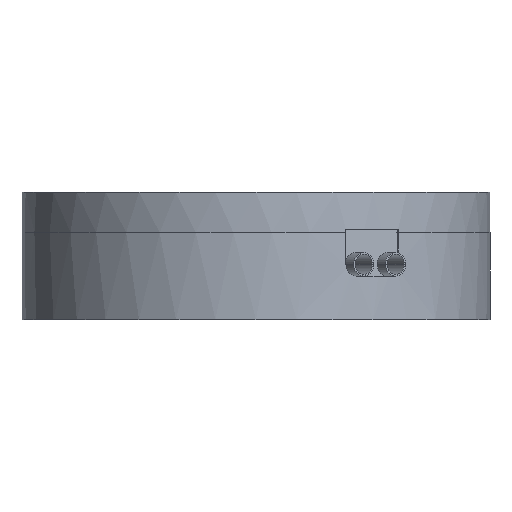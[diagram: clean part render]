
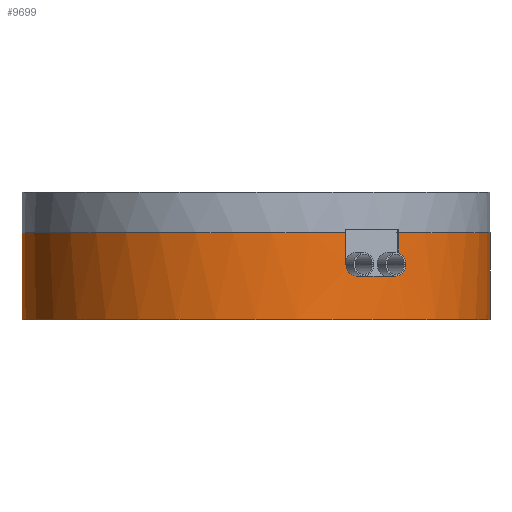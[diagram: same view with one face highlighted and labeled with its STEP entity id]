
A CAD part, front view. The second image highlights one B-rep face of the part: STEP entity #9699.
In plain terms, the highlighted cylindrical face has radius 70 mm (diameter 140 mm), a partial arc.
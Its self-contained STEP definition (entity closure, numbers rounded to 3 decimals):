
#360 = CARTESIAN_POINT ( 'NONE',  ( 40.928, -56.788, -12.646 ) ) ;
#366 = CARTESIAN_POINT ( 'NONE',  ( 26.915, -64.619, -9.5 ) ) ;
#453 = CARTESIAN_POINT ( 'NONE',  ( 29.307, -63.57, -12.889 ) ) ;
#504 = CARTESIAN_POINT ( 'NONE',  ( 26.915, -64.619, -9.732 ) ) ;
#576 = VERTEX_POINT ( 'NONE', #8163 ) ;
#593 = CARTESIAN_POINT ( 'NONE',  ( -70., 0., -26. ) ) ;
#675 = VERTEX_POINT ( 'NONE', #366 ) ;
#1423 = VERTEX_POINT ( 'NONE', #8514 ) ;
#1544 = VERTEX_POINT ( 'NONE', #4982 ) ;
#1555 = CARTESIAN_POINT ( 'NONE',  ( 40.405, -57.162, -12.887 ) ) ;
#1648 = CARTESIAN_POINT ( 'NONE',  ( 28.717, -63.839, -12.647 ) ) ;
#2081 = CARTESIAN_POINT ( 'NONE',  ( 70., 0., -26. ) ) ;
#2117 = DIRECTION ( 'NONE',  ( 0., 0., -1. ) ) ;
#2184 = VERTEX_POINT ( 'NONE', #593 ) ;
#2707 = CARTESIAN_POINT ( 'NONE',  ( 42.414, -55.687, -10.408 ) ) ;
#2761 = DIRECTION ( 'NONE',  ( 0., 0., -1. ) ) ;
#2763 = CARTESIAN_POINT ( 'NONE',  ( 39.846, -57.553, -13. ) ) ;
#2851 = CARTESIAN_POINT ( 'NONE',  ( 28.184, -64.076, -12.287 ) ) ;
#3160 = B_SPLINE_CURVE_WITH_KNOTS ( 'NONE', 3,
 ( #12133, #13329, #9813, #2707, #11002, #3902, #12178, #5085, #13388, #6302, #14565, #7503, #360, #8663, #1555, #9871, #2763, #11046 ),
 .UNSPECIFIED., .F., .F.,
 ( 4, 2, 2, 2, 2, 2, 2, 2, 4 ),
 ( 0., 0.001, 0.001, 0.002, 0.003, 0.003, 0.004, 0.005, 0.005 ),
 .UNSPECIFIED. ) ;
#3393 = EDGE_CURVE ( 'NONE', #13943, #1423, #11416, .T. ) ;
#3484 = CIRCLE ( 'NONE', #3914, 70. ) ;
#3555 = DIRECTION ( 'NONE',  ( 0., 0., -1. ) ) ;
#3671 = AXIS2_PLACEMENT_3D ( 'NONE', #6185, #3555, #11838 ) ;
#3741 = EDGE_CURVE ( 'NONE', #5369, #7646, #10516, .T. ) ;
#3819 = EDGE_LOOP ( 'NONE', ( #13645, #5455, #4084, #5679, #13154, #7263, #5517, #5891, #13741, #13372 ) ) ;
#3902 = CARTESIAN_POINT ( 'NONE',  ( 42.218, -55.836, -11.054 ) ) ;
#3914 = AXIS2_PLACEMENT_3D ( 'NONE', #12087, #2761, #11042 ) ;
#4041 = CARTESIAN_POINT ( 'NONE',  ( 27.72, -64.278, -11.817 ) ) ;
#4084 = ORIENTED_EDGE ( 'NONE', *, *, #6006, .T. ) ;
#4431 = CARTESIAN_POINT ( 'NONE',  ( 26.915, -64.619, -26. ) ) ;
#4459 = CARTESIAN_POINT ( 'NONE',  ( 26.915, -64.619, 0. ) ) ;
#4539 = DIRECTION ( 'NONE',  ( 0., 0., -1. ) ) ;
#4982 = CARTESIAN_POINT ( 'NONE',  ( 70., 0., -26. ) ) ;
#5085 = CARTESIAN_POINT ( 'NONE',  ( 41.927, -56.055, -11.636 ) ) ;
#5184 = VERTEX_POINT ( 'NONE', #5291 ) ;
#5186 = CARTESIAN_POINT ( 'NONE',  ( 30.129, -63.184, -13. ) ) ;
#5248 = CARTESIAN_POINT ( 'NONE',  ( 27.348, -64.437, -11.259 ) ) ;
#5291 = CARTESIAN_POINT ( 'NONE',  ( 42.504, -55.619, 0. ) ) ;
#5369 = VERTEX_POINT ( 'NONE', #4459 ) ;
#5455 = ORIENTED_EDGE ( 'NONE', *, *, #6171, .F. ) ;
#5517 = ORIENTED_EDGE ( 'NONE', *, *, #3393, .F. ) ;
#5521 = CARTESIAN_POINT ( 'NONE',  ( -70., 0., 0. ) ) ;
#5679 = ORIENTED_EDGE ( 'NONE', *, *, #14454, .T. ) ;
#5680 = EDGE_CURVE ( 'NONE', #2184, #7646, #6683, .T. ) ;
#5891 = ORIENTED_EDGE ( 'NONE', *, *, #9666, .T. ) ;
#5911 = VECTOR ( 'NONE', #2117, 1000. ) ;
#5915 = DIRECTION ( 'NONE',  ( 0., 0., 1. ) ) ;
#6006 = EDGE_CURVE ( 'NONE', #1544, #12683, #14430, .T. ) ;
#6065 = CARTESIAN_POINT ( 'NONE',  ( 0., 0., -13. ) ) ;
#6171 = EDGE_CURVE ( 'NONE', #1544, #2184, #3484, .T. ) ;
#6185 = CARTESIAN_POINT ( 'NONE',  ( 0., 0., 0. ) ) ;
#6215 = CIRCLE ( 'NONE', #9956, 70. ) ;
#6302 = CARTESIAN_POINT ( 'NONE',  ( 41.547, -56.337, -12.138 ) ) ;
#6447 = CARTESIAN_POINT ( 'NONE',  ( 27.084, -64.548, -10.634 ) ) ;
#6683 = LINE ( 'NONE', #8158, #15366 ) ;
#7263 = ORIENTED_EDGE ( 'NONE', *, *, #14109, .T. ) ;
#7503 = CARTESIAN_POINT ( 'NONE',  ( 41.094, -56.669, -12.538 ) ) ;
#7593 = CARTESIAN_POINT ( 'NONE',  ( 29.713, -63.381, -12.977 ) ) ;
#7645 = CARTESIAN_POINT ( 'NONE',  ( 26.936, -64.61, -9.961 ) ) ;
#7646 = VERTEX_POINT ( 'NONE', #5521 ) ;
#7921 = CYLINDRICAL_SURFACE ( 'NONE', #12468, 70. ) ;
#8158 = CARTESIAN_POINT ( 'NONE',  ( -70., 0., -26. ) ) ;
#8163 = CARTESIAN_POINT ( 'NONE',  ( 42.504, -55.619, -9.5 ) ) ;
#8286 = FACE_OUTER_BOUND ( 'NONE', #3819, .T. ) ;
#8514 = CARTESIAN_POINT ( 'NONE',  ( 39.655, -57.684, -13. ) ) ;
#8663 = CARTESIAN_POINT ( 'NONE',  ( 40.585, -57.034, -12.82 ) ) ;
#8766 = CARTESIAN_POINT ( 'NONE',  ( 29.104, -63.663, -12.822 ) ) ;
#8814 = CARTESIAN_POINT ( 'NONE',  ( 26.915, -64.619, -9.5 ) ) ;
#9277 = CARTESIAN_POINT ( 'NONE',  ( 70., 0., 0. ) ) ;
#9666 = EDGE_CURVE ( 'NONE', #13943, #675, #12591, .T. ) ;
#9699 = ADVANCED_FACE ( 'NONE', ( #8286 ), #7921, .T. ) ;
#9813 = CARTESIAN_POINT ( 'NONE',  ( 42.485, -55.633, -9.959 ) ) ;
#9871 = CARTESIAN_POINT ( 'NONE',  ( 40.034, -57.422, -12.977 ) ) ;
#9955 = CARTESIAN_POINT ( 'NONE',  ( 28.533, -63.921, -12.54 ) ) ;
#9956 = AXIS2_PLACEMENT_3D ( 'NONE', #11635, #4539, #12843 ) ;
#10414 = CARTESIAN_POINT ( 'NONE',  ( 42.504, -55.619, -26. ) ) ;
#10516 = CIRCLE ( 'NONE', #3671, 70. ) ;
#10634 = CARTESIAN_POINT ( 'NONE',  ( 30.129, -63.184, -13. ) ) ;
#11002 = CARTESIAN_POINT ( 'NONE',  ( 42.36, -55.728, -10.63 ) ) ;
#11024 = EDGE_CURVE ( 'NONE', #5184, #576, #12583, .T. ) ;
#11042 = DIRECTION ( 'NONE',  ( -1., 0., 0. ) ) ;
#11046 = CARTESIAN_POINT ( 'NONE',  ( 39.655, -57.684, -13. ) ) ;
#11133 = CARTESIAN_POINT ( 'NONE',  ( 28.018, -64.149, -12.139 ) ) ;
#11221 = DIRECTION ( 'NONE',  ( 1., 0., 0. ) ) ;
#11416 = CIRCLE ( 'NONE', #12210, 70. ) ;
#11635 = CARTESIAN_POINT ( 'NONE',  ( 0., 0., 0. ) ) ;
#11781 = VECTOR ( 'NONE', #15098, 1000. ) ;
#11838 = DIRECTION ( 'NONE',  ( -1., 0., 0. ) ) ;
#11919 = DIRECTION ( 'NONE',  ( 0., 0., 1. ) ) ;
#12087 = CARTESIAN_POINT ( 'NONE',  ( 0., 0., -26. ) ) ;
#12133 = CARTESIAN_POINT ( 'NONE',  ( 42.504, -55.619, -9.5 ) ) ;
#12178 = CARTESIAN_POINT ( 'NONE',  ( 42.132, -55.901, -11.255 ) ) ;
#12210 = AXIS2_PLACEMENT_3D ( 'NONE', #6065, #5915, #12567 ) ;
#12284 = CARTESIAN_POINT ( 'NONE',  ( 29.92, -63.284, -13. ) ) ;
#12330 = CARTESIAN_POINT ( 'NONE',  ( 27.585, -64.336, -11.641 ) ) ;
#12438 = DIRECTION ( 'NONE',  ( 0., 0., 1. ) ) ;
#12468 = AXIS2_PLACEMENT_3D ( 'NONE', #13639, #12438, #11221 ) ;
#12567 = DIRECTION ( 'NONE',  ( 1., 0., 0. ) ) ;
#12583 = LINE ( 'NONE', #10414, #5911 ) ;
#12591 = B_SPLINE_CURVE_WITH_KNOTS ( 'NONE', 3,
 ( #5186, #12284, #7593, #453, #8766, #1648, #9955, #2851, #11133, #4041, #12330, #5248, #13538, #6447, #14710, #7645, #504, #8814 ),
 .UNSPECIFIED., .F., .F.,
 ( 4, 2, 2, 2, 2, 2, 2, 2, 4 ),
 ( 0., 0.001, 0.001, 0.002, 0.003, 0.003, 0.004, 0.005, 0.005 ),
 .UNSPECIFIED. ) ;
#12683 = VERTEX_POINT ( 'NONE', #9277 ) ;
#12693 = DIRECTION ( 'NONE',  ( 0., 0., 1. ) ) ;
#12843 = DIRECTION ( 'NONE',  ( -1., 0., 0. ) ) ;
#13154 = ORIENTED_EDGE ( 'NONE', *, *, #11024, .T. ) ;
#13215 = EDGE_CURVE ( 'NONE', #675, #5369, #13840, .T. ) ;
#13329 = CARTESIAN_POINT ( 'NONE',  ( 42.504, -55.619, -9.732 ) ) ;
#13372 = ORIENTED_EDGE ( 'NONE', *, *, #3741, .T. ) ;
#13388 = CARTESIAN_POINT ( 'NONE',  ( 41.808, -56.144, -11.815 ) ) ;
#13538 = CARTESIAN_POINT ( 'NONE',  ( 27.247, -64.48, -11.056 ) ) ;
#13639 = CARTESIAN_POINT ( 'NONE',  ( 0., 0., -26. ) ) ;
#13645 = ORIENTED_EDGE ( 'NONE', *, *, #5680, .F. ) ;
#13741 = ORIENTED_EDGE ( 'NONE', *, *, #13215, .T. ) ;
#13840 = LINE ( 'NONE', #4431, #11781 ) ;
#13943 = VERTEX_POINT ( 'NONE', #10634 ) ;
#14057 = VECTOR ( 'NONE', #12693, 1000. ) ;
#14109 = EDGE_CURVE ( 'NONE', #576, #1423, #3160, .T. ) ;
#14430 = LINE ( 'NONE', #2081, #14057 ) ;
#14454 = EDGE_CURVE ( 'NONE', #12683, #5184, #6215, .T. ) ;
#14565 = CARTESIAN_POINT ( 'NONE',  ( 41.404, -56.442, -12.282 ) ) ;
#14710 = CARTESIAN_POINT ( 'NONE',  ( 27.021, -64.575, -10.414 ) ) ;
#15098 = DIRECTION ( 'NONE',  ( 0., 0., 1. ) ) ;
#15366 = VECTOR ( 'NONE', #11919, 1000. ) ;
